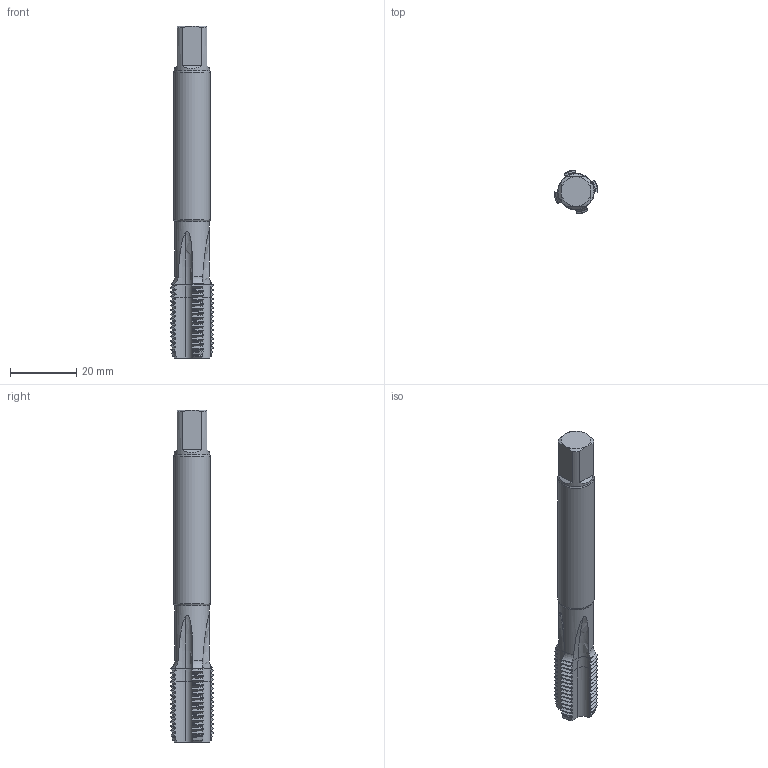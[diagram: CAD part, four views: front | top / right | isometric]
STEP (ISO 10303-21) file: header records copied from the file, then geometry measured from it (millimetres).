
FILE_DESCRIPTION(/* description */ (''),/* implementation_level */ '2;1');
FILE_NAME(/* name */ 'T30-SU32C09-1_4-19-R_Detailed.stp',/* time_stamp */ '2024-09-30T14:48:17+05:00',/* author */ (''),/* organization */ (''),/* preprocessor_version */ 'ST-DEVELOPER v18.102',/* originating_system */ 'SIEMENS PLM Software NX2206.8101',/* authorisation */ '');
FILE_SCHEMA (('AUTOMOTIVE_DESIGN { 1 0 10303 214 3 1 1 1 }'));
Length unit declared in the file: millimetre
Products named in the file (1): T30-SU32C09-1_4-19-R_Detailed_stp_objects
Bounding box: 13.19 x 13.19 x 100 mm (x, y, z)
Volume: 8289.1 mm3; surface area: 4139 mm2
Topology: 2 solids, 2 shells, 336 faces, 983 edges, 655 vertices
Faces by surface type: cone 160, torus 91, cylinder 67, plane 16, sphere 2
Full cylindrical faces by diameter (mm): 10.5 x1, 10.7 x1, 11 x1
Entity records: 12901 total; most frequent: CARTESIAN_POINT 5477, ORIENTED_EDGE 1944, EDGE_CURVE 972, DIRECTION 930, B_SPLINE_CURVE_WITH_KNOTS 790, VERTEX_POINT 645, AXIS2_PLACEMENT_3D 408, EDGE_LOOP 341
